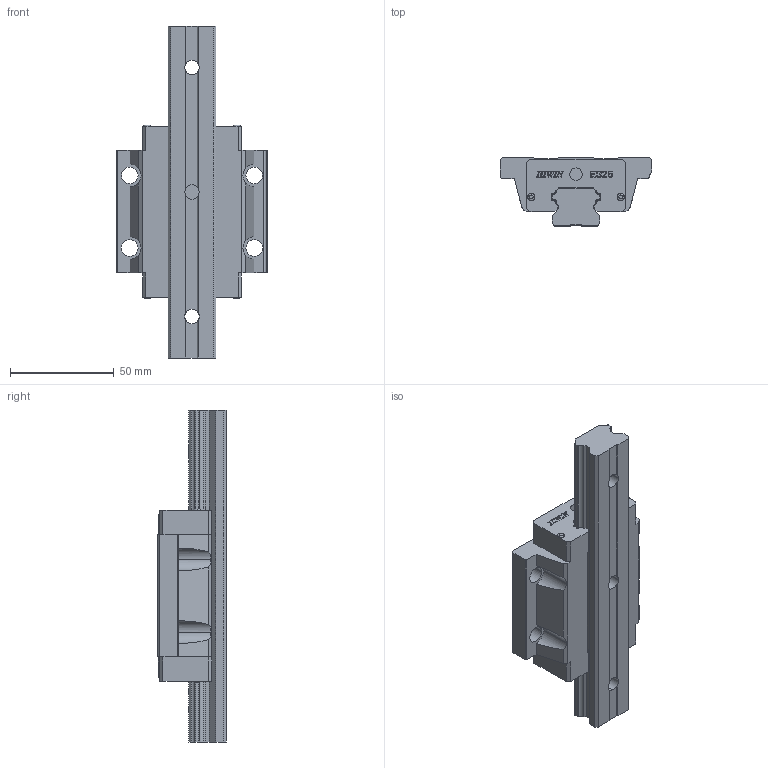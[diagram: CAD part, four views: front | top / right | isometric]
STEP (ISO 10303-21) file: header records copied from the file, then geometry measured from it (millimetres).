
FILE_DESCRIPTION(('STEP AP214'),'1');
FILE_NAME('egw25ca.stp','2022-09-14T02:49:40',('TraceParts'),('TraceParts S.A.'),'Spatial InterOp 3D',' ',' ');
FILE_SCHEMA(('AUTOMOTIVE_DESIGN { 1 0 10303 214 1 1 1 1 }'));
Length unit declared in the file: millimetre
Products named in the file (1): egw25ca_1
Bounding box: 73 x 33 x 160 mm (x, y, z)
Volume: 146121.9 mm3; surface area: 36802.1 mm2
Topology: 2 solids, 6 shells, 487 faces, 1389 edges, 929 vertices
Faces by surface type: plane 341, cylinder 78, extrusion 60, bspline 8
Entity records: 16446 total; most frequent: CARTESIAN_POINT 3816, ORIENTED_EDGE 2778, DIRECTION 2334, EDGE_CURVE 1389, VECTOR 1110, LINE 1050, VERTEX_POINT 929, AXIS2_PLACEMENT_3D 612
